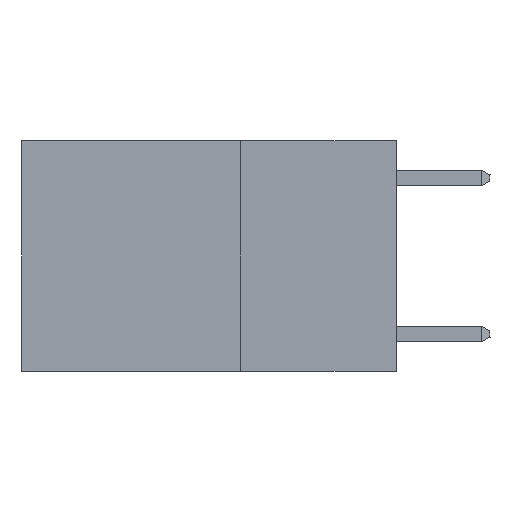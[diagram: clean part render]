
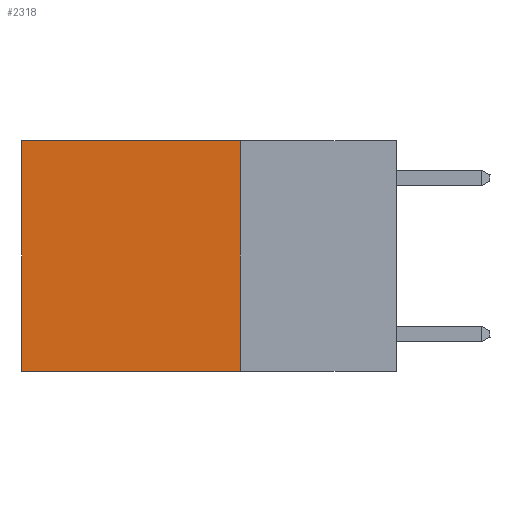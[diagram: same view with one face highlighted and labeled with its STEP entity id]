
A CAD part, left-side view. The second image highlights one B-rep face of the part: STEP entity #2318.
In plain terms, the highlighted planar face has unit normal (-1, 0, 0).
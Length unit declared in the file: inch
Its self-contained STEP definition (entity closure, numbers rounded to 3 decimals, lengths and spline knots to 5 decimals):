
#295 = EDGE_CURVE ( 'NONE', #12366, #7250, #12683, .T. ) ;
#523 = LINE ( 'NONE', #12833, #6399 ) ;
#580 = LINE ( 'NONE', #19074, #19284 ) ;
#782 = VERTEX_POINT ( 'NONE', #14320 ) ;
#1447 = LINE ( 'NONE', #9250, #5912 ) ;
#2032 = AXIS2_PLACEMENT_3D ( 'NONE', #19482, #16397, #13607 ) ;
#2318 = ADVANCED_FACE ( 'NONE', ( #14883 ), #19584, .F. ) ;
#2402 = CARTESIAN_POINT ( 'NONE',  ( 0.2625, 0.25, 0. ) ) ;
#3139 = VERTEX_POINT ( 'NONE', #9213 ) ;
#5850 = ORIENTED_EDGE ( 'NONE', *, *, #295, .T. ) ;
#5912 = VECTOR ( 'NONE', #7624, 39.37008 ) ;
#6399 = VECTOR ( 'NONE', #11326, 39.37008 ) ;
#7183 = ORIENTED_EDGE ( 'NONE', *, *, #7826, .T. ) ;
#7250 = VERTEX_POINT ( 'NONE', #10898 ) ;
#7624 = DIRECTION ( 'NONE',  ( 0., 0., -1. ) ) ;
#7826 = EDGE_CURVE ( 'NONE', #7250, #782, #1447, .T. ) ;
#7936 = CARTESIAN_POINT ( 'NONE',  ( 0.2625, 0.25, 0. ) ) ;
#9078 = EDGE_LOOP ( 'NONE', ( #7183, #14703, #12835, #5850 ) ) ;
#9213 = CARTESIAN_POINT ( 'NONE',  ( 0.2625, 0.25, -0.37 ) ) ;
#9250 = CARTESIAN_POINT ( 'NONE',  ( 0.2625, 0.6, 0. ) ) ;
#10898 = CARTESIAN_POINT ( 'NONE',  ( 0.2625, 0.6, 0. ) ) ;
#11081 = DIRECTION ( 'NONE',  ( 0., 1., 0. ) ) ;
#11326 = DIRECTION ( 'NONE',  ( 0., 0., -1. ) ) ;
#11577 = DIRECTION ( 'NONE',  ( 0., 1., 0. ) ) ;
#12169 = VECTOR ( 'NONE', #11081, 39.37008 ) ;
#12366 = VERTEX_POINT ( 'NONE', #7936 ) ;
#12683 = LINE ( 'NONE', #2402, #12169 ) ;
#12833 = CARTESIAN_POINT ( 'NONE',  ( 0.2625, 0.25, 0. ) ) ;
#12835 = ORIENTED_EDGE ( 'NONE', *, *, #13417, .F. ) ;
#13417 = EDGE_CURVE ( 'NONE', #12366, #3139, #523, .T. ) ;
#13607 = DIRECTION ( 'NONE',  ( 0., 0., -1. ) ) ;
#14320 = CARTESIAN_POINT ( 'NONE',  ( 0.2625, 0.6, -0.37 ) ) ;
#14703 = ORIENTED_EDGE ( 'NONE', *, *, #17993, .F. ) ;
#14883 = FACE_OUTER_BOUND ( 'NONE', #9078, .T. ) ;
#16397 = DIRECTION ( 'NONE',  ( 1., 0., 0. ) ) ;
#17993 = EDGE_CURVE ( 'NONE', #3139, #782, #580, .T. ) ;
#19074 = CARTESIAN_POINT ( 'NONE',  ( 0.2625, 0.25, -0.37 ) ) ;
#19284 = VECTOR ( 'NONE', #11577, 39.37008 ) ;
#19482 = CARTESIAN_POINT ( 'NONE',  ( 0.2625, 0.25, 0. ) ) ;
#19584 = PLANE ( 'NONE',  #2032 ) ;
